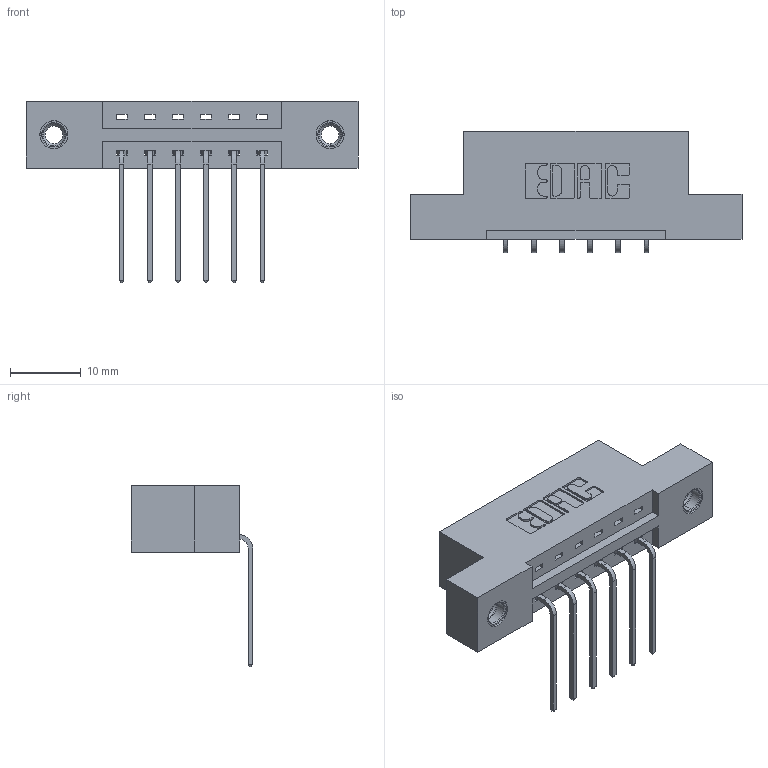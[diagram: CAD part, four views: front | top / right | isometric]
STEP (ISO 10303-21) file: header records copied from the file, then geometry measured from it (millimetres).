
FILE_DESCRIPTION (( 'STEP AP203' ), '1' );
FILE_NAME ('387-006-559-107.STEP', '2018-08-13T04:32:13', ( '' ), ( '' ), 'SwSTEP 2.0', 'SolidWorks 2016', '' );
FILE_SCHEMA (( 'CONFIG_CONTROL_DESIGN' ));
Length unit declared in the file: inch
Products named in the file (4): 337 Part_Flush Mounting Lugs - 0.156 Dia-TI; 345-292-001_558 559 Tail - 1; 345-250-001_345-250-005-103; 387-006-559-107
Assembly tree (9 placements, depth 2):
  387-006-559-107
    337 Part_Flush Mounting Lugs - 0.156 Dia-TI
    345-292-001_558 559 Tail - 1  x6
    345-250-001_345-250-005-103  x2
Bounding box: 46.79 x 17.09 x 25.53 mm (x, y, z)
Volume: 4418.7 mm3; surface area: 4530.1 mm2
Topology: 9 solids, 9 shells, 558 faces, 1611 edges, 1058 vertices
Faces by surface type: plane 390, cylinder 152, cone 12, torus 4
Entity records: 10386 total; most frequent: CARTESIAN_POINT 1787, ORIENTED_EDGE 1722, DIRECTION 1611, EDGE_CURVE 861, VECTOR 713, LINE 713, VERTEX_POINT 568, AXIS2_PLACEMENT_3D 449
